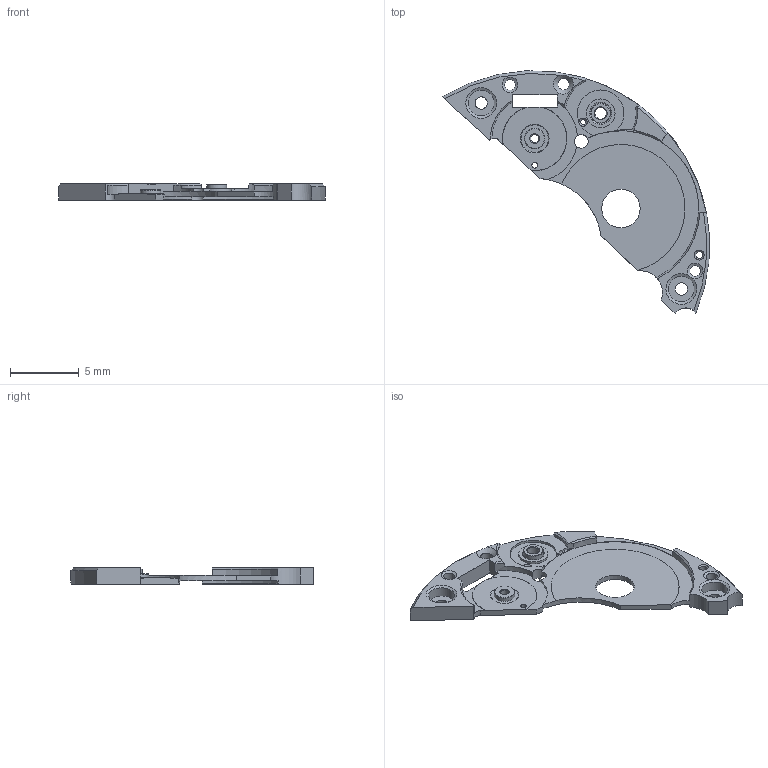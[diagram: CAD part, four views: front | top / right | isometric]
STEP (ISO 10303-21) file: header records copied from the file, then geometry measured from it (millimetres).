
FILE_DESCRIPTION(('STEP AP203'), '1');
FILE_NAME('ﾀﾆﾘ.8.075.025-01_ﾌⅲ矜矜澵隆', '', ('UNSPECIFIED'), ('UNSPECIFIED'), 'C3D Converter', 'C3D Toolkit', '');
FILE_SCHEMA(('CONFIG_CONTROL_DESIGN'));
Length unit declared in the file: millimetre
Products named in the file (1): АЖШ8.075.025-01
Bounding box: 19.45 x 17.67 x 1.18 mm (x, y, z)
Volume: 85.6 mm3; surface area: 391.8 mm2
Topology: 1 solids, 1 shells, 107 faces, 302 edges, 197 vertices
Faces by surface type: cylinder 42, cone 36, plane 29
Full cylindrical faces by diameter (mm): 0.4 x2, 0.525 x1, 0.6 x1, 0.8 x2, 0.85 x2, 0.9 x2, 1 x1, 1.45 x1, 1.5 x1, 1.9 x2, 2.1 x1, 2.8 x1
Entity records: 4774 total; most frequent: CARTESIAN_POINT 1992, DIRECTION 585, ORIENTED_EDGE 528, EDGE_CURVE 264, AXIS2_PLACEMENT_3D 257, VERTEX_POINT 197, EDGE_LOOP 171, CIRCLE 149
